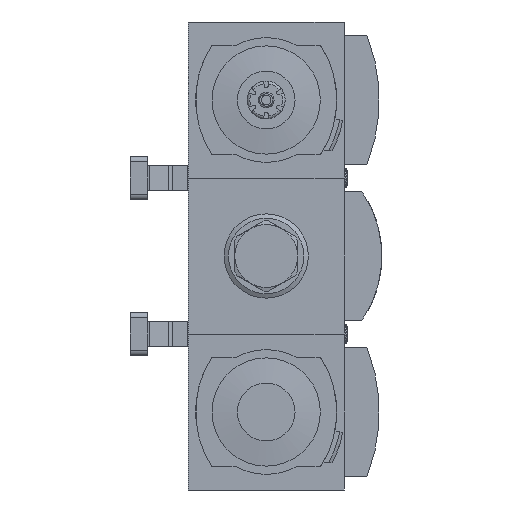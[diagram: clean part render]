
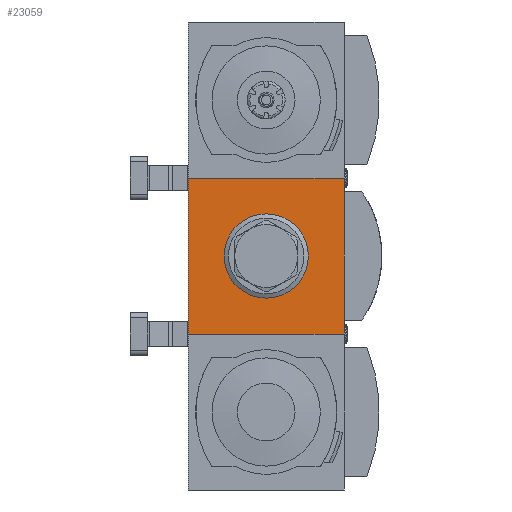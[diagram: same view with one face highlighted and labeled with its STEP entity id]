
A CAD part, front view. The second image highlights one B-rep face of the part: STEP entity #23059.
In plain terms, the highlighted planar face has unit normal (0, -1, 0).
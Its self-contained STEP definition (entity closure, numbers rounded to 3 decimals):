
#475=PLANE('',#24250);
#1543=LINE('',#32085,#3347);
#1591=LINE('',#32222,#3395);
#1607=LINE('',#32252,#3411);
#1647=LINE('',#32343,#3451);
#3347=VECTOR('',#26916,1000.);
#3395=VECTOR('',#27014,1000.);
#3411=VECTOR('',#27032,1000.);
#3451=VECTOR('',#27110,1000.);
#4640=CIRCLE('',#24251,16.732);
#6942=ORIENTED_EDGE('',*,*,#11171,.F.);
#6943=ORIENTED_EDGE('',*,*,#11067,.F.);
#6944=ORIENTED_EDGE('',*,*,#11003,.F.);
#6945=ORIENTED_EDGE('',*,*,#11083,.F.);
#6946=ORIENTED_EDGE('',*,*,#11132,.F.);
#11003=EDGE_CURVE('',#13286,#13287,#1543,.T.);
#11067=EDGE_CURVE('',#13287,#13333,#1591,.T.);
#11083=EDGE_CURVE('',#13345,#13286,#1607,.T.);
#11132=EDGE_CURVE('',#13333,#13345,#1647,.T.);
#11171=EDGE_CURVE('',#13400,#13400,#4640,.F.);
#13286=VERTEX_POINT('',#32084);
#13287=VERTEX_POINT('',#32086);
#13333=VERTEX_POINT('',#32223);
#13345=VERTEX_POINT('',#32251);
#13400=VERTEX_POINT('',#32423);
#14951=EDGE_LOOP('',(#6942));
#14952=EDGE_LOOP('',(#6943,#6944,#6945,#6946));
#16035=FACE_BOUND('',#14951,.T.);
#16036=FACE_BOUND('',#14952,.T.);
#23059=ADVANCED_FACE('',(#16035,#16036),#475,.F.);
#24250=AXIS2_PLACEMENT_3D('',#32421,#27192,#27193);
#24251=AXIS2_PLACEMENT_3D('',#32422,#27194,#27195);
#26916=DIRECTION('',(-1.,0.,0.));
#27014=DIRECTION('',(0.,0.,1.));
#27032=DIRECTION('',(0.,0.,-1.));
#27110=DIRECTION('',(1.,0.,0.));
#27192=DIRECTION('',(0.,1.,0.));
#27193=DIRECTION('',(0.,0.,1.));
#27194=DIRECTION('',(0.,1.,0.));
#27195=DIRECTION('',(0.,0.,1.));
#32084=CARTESIAN_POINT('',(31.,-45.,-31.));
#32085=CARTESIAN_POINT('',(31.,-45.,-31.));
#32086=CARTESIAN_POINT('',(-31.,-45.,-31.));
#32222=CARTESIAN_POINT('',(-31.,-45.,-31.));
#32223=CARTESIAN_POINT('',(-31.,-45.,31.));
#32251=CARTESIAN_POINT('',(31.,-45.,31.));
#32252=CARTESIAN_POINT('',(31.,-45.,31.));
#32343=CARTESIAN_POINT('',(-31.,-45.,31.));
#32421=CARTESIAN_POINT('',(0.,-45.,0.));
#32422=CARTESIAN_POINT('',(0.,-45.,0.));
#32423=CARTESIAN_POINT('',(0.,-45.,16.732));
